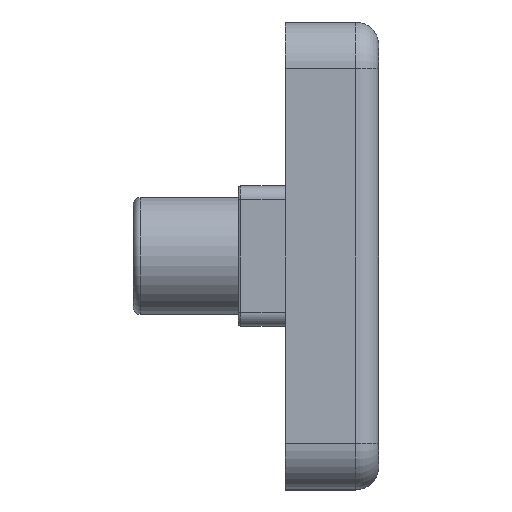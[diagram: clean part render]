
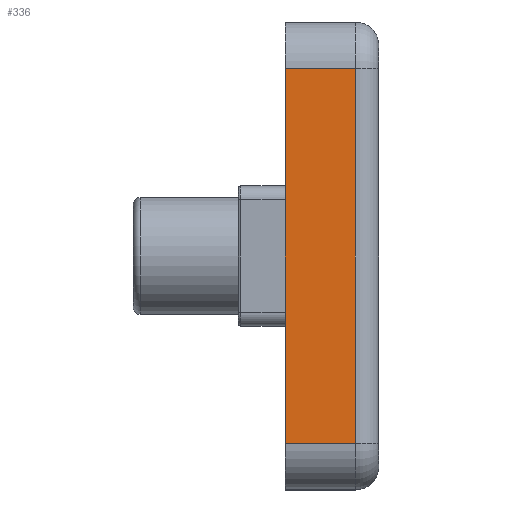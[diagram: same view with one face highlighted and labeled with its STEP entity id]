
A CAD part, left-side view. The second image highlights one B-rep face of the part: STEP entity #336.
In plain terms, the highlighted planar face has unit normal (-1, 0, 0).
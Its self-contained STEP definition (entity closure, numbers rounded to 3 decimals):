
#336 = ADVANCED_FACE ( 'NONE', ( #3299 ), #5461, .F. ) ;
#434 = CARTESIAN_POINT ( 'NONE',  ( -40., 1., 8. ) ) ;
#595 = ORIENTED_EDGE ( 'NONE', *, *, #4585, .T. ) ;
#822 = DIRECTION ( 'NONE',  ( 0., 0., -1. ) ) ;
#843 = LINE ( 'NONE', #4652, #3867 ) ;
#897 = VECTOR ( 'NONE', #3571, 1000. ) ;
#1033 = AXIS2_PLACEMENT_3D ( 'NONE', #2046, #7448, #822 ) ;
#2046 = CARTESIAN_POINT ( 'NONE',  ( -40., 4., -8. ) ) ;
#2430 = CARTESIAN_POINT ( 'NONE',  ( -40., 1., -8. ) ) ;
#2828 = CARTESIAN_POINT ( 'NONE',  ( -40., 4., 8. ) ) ;
#2855 = LINE ( 'NONE', #2943, #897 ) ;
#2943 = CARTESIAN_POINT ( 'NONE',  ( -40., 4., -8. ) ) ;
#3033 = DIRECTION ( 'NONE',  ( 0., 0., 1. ) ) ;
#3097 = LINE ( 'NONE', #2430, #7727 ) ;
#3299 = FACE_OUTER_BOUND ( 'NONE', #3373, .T. ) ;
#3303 = VERTEX_POINT ( 'NONE', #434 ) ;
#3373 = EDGE_LOOP ( 'NONE', ( #595, #6755, #4245, #5730 ) ) ;
#3571 = DIRECTION ( 'NONE',  ( 0., 0., 1. ) ) ;
#3867 = VECTOR ( 'NONE', #5263, 1000. ) ;
#3920 = EDGE_CURVE ( 'NONE', #7350, #5822, #2855, .T. ) ;
#4196 = VECTOR ( 'NONE', #4820, 1000. ) ;
#4245 = ORIENTED_EDGE ( 'NONE', *, *, #5508, .F. ) ;
#4585 = EDGE_CURVE ( 'NONE', #7350, #6789, #843, .T. ) ;
#4652 = CARTESIAN_POINT ( 'NONE',  ( -40., 4., -8. ) ) ;
#4820 = DIRECTION ( 'NONE',  ( 0., -1., 0. ) ) ;
#5263 = DIRECTION ( 'NONE',  ( 0., -1., 0. ) ) ;
#5461 = PLANE ( 'NONE',  #1033 ) ;
#5508 = EDGE_CURVE ( 'NONE', #5822, #3303, #7432, .T. ) ;
#5730 = ORIENTED_EDGE ( 'NONE', *, *, #3920, .F. ) ;
#5822 = VERTEX_POINT ( 'NONE', #2828 ) ;
#5994 = CARTESIAN_POINT ( 'NONE',  ( -40., 4., 8. ) ) ;
#6755 = ORIENTED_EDGE ( 'NONE', *, *, #7458, .T. ) ;
#6789 = VERTEX_POINT ( 'NONE', #6812 ) ;
#6812 = CARTESIAN_POINT ( 'NONE',  ( -40., 1., -8. ) ) ;
#7350 = VERTEX_POINT ( 'NONE', #7767 ) ;
#7432 = LINE ( 'NONE', #5994, #4196 ) ;
#7448 = DIRECTION ( 'NONE',  ( 1., 0., 0. ) ) ;
#7458 = EDGE_CURVE ( 'NONE', #6789, #3303, #3097, .T. ) ;
#7727 = VECTOR ( 'NONE', #3033, 1000. ) ;
#7767 = CARTESIAN_POINT ( 'NONE',  ( -40., 4., -8. ) ) ;
